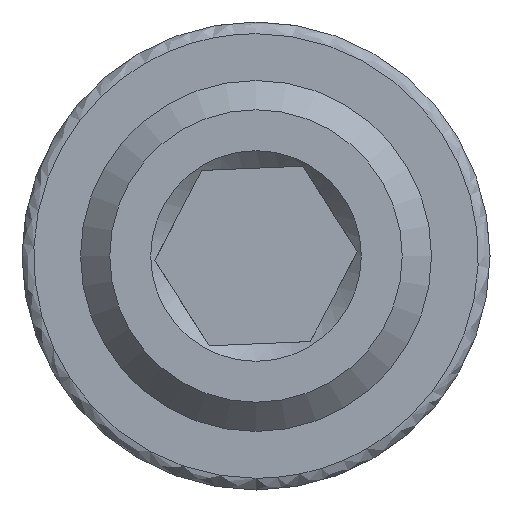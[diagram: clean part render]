
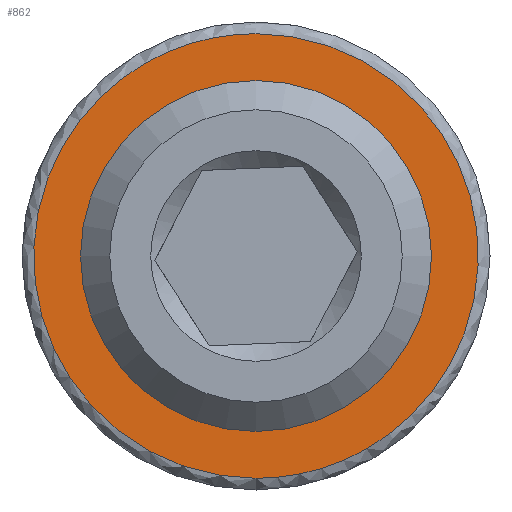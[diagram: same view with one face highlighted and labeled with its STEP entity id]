
A CAD part, front view. The second image highlights one B-rep face of the part: STEP entity #862.
In plain terms, the highlighted planar face has unit normal (0, -1, 0).
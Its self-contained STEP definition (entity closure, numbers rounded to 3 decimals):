
#9 = CARTESIAN_POINT ( 'NONE',  ( -74.552, -104.598, -1.9 ) ) ;
#17 = ORIENTED_EDGE ( 'NONE', *, *, #401, .F. ) ;
#32 = CARTESIAN_POINT ( 'NONE',  ( -74.552, -104.598, -1.9 ) ) ;
#42 = FACE_BOUND ( 'NONE', #317, .T. ) ;
#57 = AXIS2_PLACEMENT_3D ( 'NONE', #995, #586, #173 ) ;
#84 = FACE_OUTER_BOUND ( 'NONE', #293, .T. ) ;
#173 = DIRECTION ( 'NONE',  ( 0., 0., -1. ) ) ;
#177 = CARTESIAN_POINT ( 'NONE',  ( -70.752, -104.598, -1.9 ) ) ;
#180 = PLANE ( 'NONE',  #429 ) ;
#270 = CARTESIAN_POINT ( 'NONE',  ( -78.352, -104.598, 1.9 ) ) ;
#293 = EDGE_LOOP ( 'NONE', ( #17, #479 ) ) ;
#317 = EDGE_LOOP ( 'NONE', ( #935 ) ) ;
#340 = CARTESIAN_POINT ( 'NONE',  ( -74.552, -104.598, 1.9 ) ) ;
#401 = EDGE_CURVE ( 'NONE', #744, #537, #525, .T. ) ;
#429 = AXIS2_PLACEMENT_3D ( 'NONE', #907, #597, #824 ) ;
#454 = CARTESIAN_POINT ( 'NONE',  ( -74.552, -104.598, -1.9 ) ) ;
#479 = ORIENTED_EDGE ( 'NONE', *, *, #731, .F. ) ;
#525 =( BOUNDED_CURVE ( )  B_SPLINE_CURVE ( 3, ( #340, #838, #177, #32 ),
 .UNSPECIFIED., .F., .F. ) 
 B_SPLINE_CURVE_WITH_KNOTS ( ( 4, 4 ),
 ( 0., 1. ),
 .UNSPECIFIED. ) 
 CURVE ( )  GEOMETRIC_REPRESENTATION_ITEM ( )  RATIONAL_B_SPLINE_CURVE ( ( 1., 0.333, 0.333, 1. ) ) 
 REPRESENTATION_ITEM ( '' )  );
#537 = VERTEX_POINT ( 'NONE', #454 ) ;
#586 = DIRECTION ( 'NONE',  ( 0., -1., 0. ) ) ;
#597 = DIRECTION ( 'NONE',  ( 0., 1., 0. ) ) ;
#598 = CARTESIAN_POINT ( 'NONE',  ( -74.552, -104.598, 1.9 ) ) ;
#662 = CARTESIAN_POINT ( 'NONE',  ( -74.552, -104.598, -1.5 ) ) ;
#666 = CARTESIAN_POINT ( 'NONE',  ( -78.352, -104.598, -1.9 ) ) ;
#731 = EDGE_CURVE ( 'NONE', #537, #744, #847, .T. ) ;
#744 = VERTEX_POINT ( 'NONE', #1003 ) ;
#749 = VERTEX_POINT ( 'NONE', #662 ) ;
#764 = CIRCLE ( 'NONE', #57, 1.5 ) ;
#824 = DIRECTION ( 'NONE',  ( 0., 0., 1. ) ) ;
#838 = CARTESIAN_POINT ( 'NONE',  ( -70.752, -104.598, 1.9 ) ) ;
#847 =( BOUNDED_CURVE ( )  B_SPLINE_CURVE ( 3, ( #9, #666, #270, #598 ),
 .UNSPECIFIED., .F., .F. ) 
 B_SPLINE_CURVE_WITH_KNOTS ( ( 4, 4 ),
 ( 0., 1. ),
 .UNSPECIFIED. ) 
 CURVE ( )  GEOMETRIC_REPRESENTATION_ITEM ( )  RATIONAL_B_SPLINE_CURVE ( ( 1., 0.333, 0.333, 1. ) ) 
 REPRESENTATION_ITEM ( '' )  );
#862 = ADVANCED_FACE ( 'NONE', ( #84, #42 ), #180, .F. ) ;
#875 = EDGE_CURVE ( 'NONE', #749, #749, #764, .T. ) ;
#907 = CARTESIAN_POINT ( 'NONE',  ( -74.552, -104.598, 0. ) ) ;
#935 = ORIENTED_EDGE ( 'NONE', *, *, #875, .F. ) ;
#995 = CARTESIAN_POINT ( 'NONE',  ( -74.552, -104.598, 0. ) ) ;
#1003 = CARTESIAN_POINT ( 'NONE',  ( -74.552, -104.598, 1.9 ) ) ;
